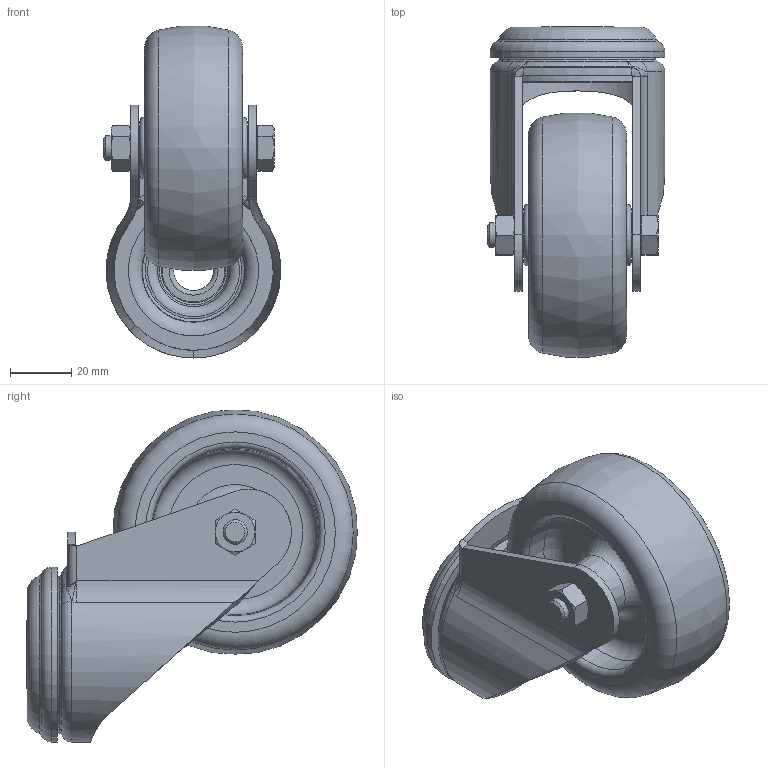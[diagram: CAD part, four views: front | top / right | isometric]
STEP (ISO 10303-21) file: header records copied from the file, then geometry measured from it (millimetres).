
FILE_DESCRIPTION(/* description */ ('Lenkrolle D80'),/* implementation_level */ '2;1');
FILE_NAME(/* name */ 'Syskomp 412541234 Lenkrolle D80.stp',/* time_stamp */ '2017-09-01T11:00:53+02:00',/* author */ ('wheldmann'),/* organization */ (''),/* preprocessor_version */ 'ST-DEVELOPER v16.1',/* originating_system */ 'Autodesk Inventor 2016',/* authorisation */ '');
FILE_SCHEMA (('AUTOMOTIVE_DESIGN { 1 0 10303 214 3 1 1 }'));
Length unit declared in the file: millimetre
Products named in the file (1): 412541234 Lenkrolle D80
Bounding box: 58 x 107.83 x 108.33 mm (x, y, z)
Volume: 153609.6 mm3; surface area: 48379.4 mm2
Topology: 3 solids, 3 shells, 184 faces, 448 edges, 278 vertices
Faces by surface type: plane 55, cone 45, bspline 36, torus 28, cylinder 20
Full cylindrical faces by diameter (mm): 8 x3, 12 x1, 12.1 x1, 13 x2, 20.45 x1, 57 x1
Entity records: 10653 total; most frequent: CARTESIAN_POINT 6794, ORIENTED_EDGE 768, DIRECTION 664, EDGE_CURVE 384, AXIS2_PLACEMENT_3D 289, VERTEX_POINT 265, EDGE_LOOP 248, STYLED_ITEM 187
